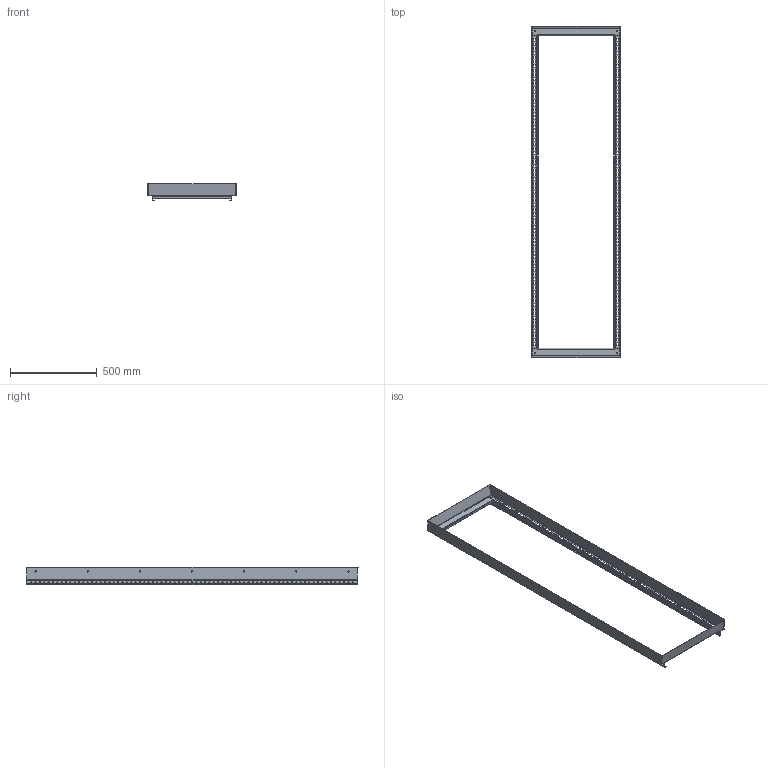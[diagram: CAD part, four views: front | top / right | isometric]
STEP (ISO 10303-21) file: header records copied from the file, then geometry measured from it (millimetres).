
FILE_DESCRIPTION((''),'2;1');
FILE_NAME('BTM20060.stp','2016-10-28T14:22:42',('User'),('SDRC'), 'I-DEAS Master Series 9','UNIX','Yes');
FILE_SCHEMA(('CONFIG_CONTROL_DESIGN', 'GEOMETRIC_VALIDATION_PROPERTIES_MIM','SHAPE_APPEARANCE_LAYER_MIM'));
Length unit declared in the file: millimetre
Assembly tree (4 placements, depth 0):
Bounding box: 510 x 1909.99 x 98 mm (x, y, z)
Volume: 891115 mm3; surface area: 1219624.3 mm2
Topology: 4 solids, 4 shells, 824 faces, 2444 edges, 1628 vertices
Faces by surface type: bspline 824
Entity records: 14897 total; most frequent: CARTESIAN_POINT 6684, ORIENTED_EDGE 2444, EDGE_CURVE 1222, QUASI_UNIFORM_CURVE 1024, VERTEX_POINT 814, EDGE_LOOP 726, FACE_OUTER_BOUND 412, ADVANCED_FACE 412
